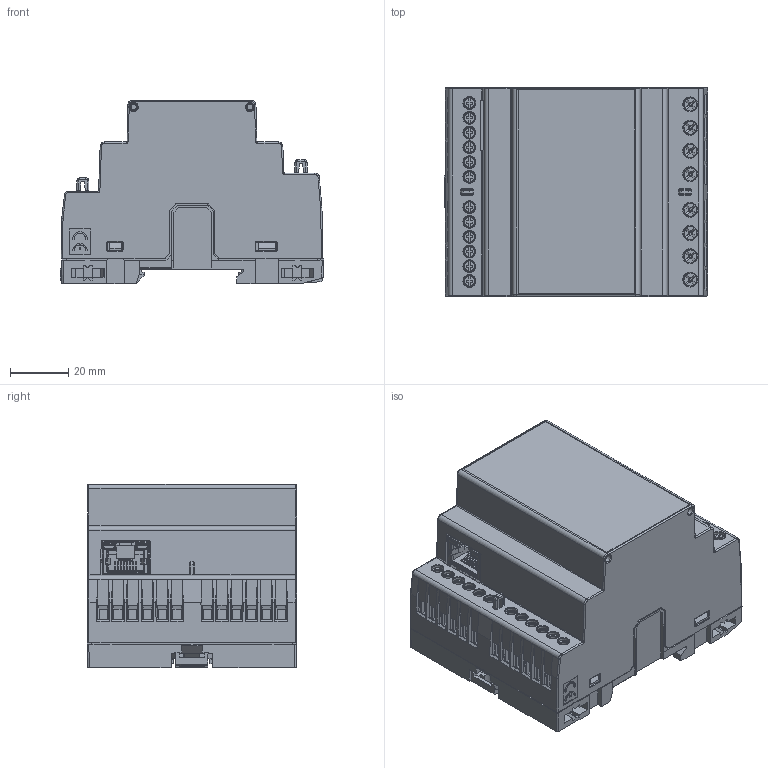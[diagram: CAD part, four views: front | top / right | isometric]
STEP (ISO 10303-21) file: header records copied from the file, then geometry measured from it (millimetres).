
FILE_DESCRIPTION(/* description */ (''),/* implementation_level */ '2;1');
FILE_NAME(/* name */ 'FILE_STP_CAD_DRAWING_3D_DMG2000_prt.stp',/* time_stamp */ '2025-09-18T10:44:44+02:00',/* author */ (''),/* organization */ (''),/* preprocessor_version */ 'ST-DEVELOPER v20',/* originating_system */ 'SIEMENS PLM Software NX2406.8500',/* authorisation */ '');
FILE_SCHEMA (('AUTOMOTIVE_DESIGN { 1 0 10303 214 3 1 1 1 }'));
Products named in the file (1): 3D_DMG2000
Bounding box: 90.43 x 71.87 x 62.98 mm (x, y, z)
Surface area: 59183.1 mm2 (no closed solid volume)
Topology: 0 solids, 160 shells, 1727 faces, 6812 edges, 5049 vertices
Faces by surface type: plane 1310, cylinder 256, torus 83, cone 38, bspline 33, sphere 7
Full cylindrical faces by diameter (mm): 0.8 x1, 1.844 x2, 2.5 x1, 3.95 x18, 4.05 x36, 4.6 x8, 5.1 x8
Entity records: 71363 total; most frequent: CARTESIAN_POINT 14863, DIRECTION 11029, ORIENTED_EDGE 10014, EDGE_CURVE 6596, LINE 5415, VECTOR 5415, VERTEX_POINT 5008, AXIS2_PLACEMENT_3D 2807
